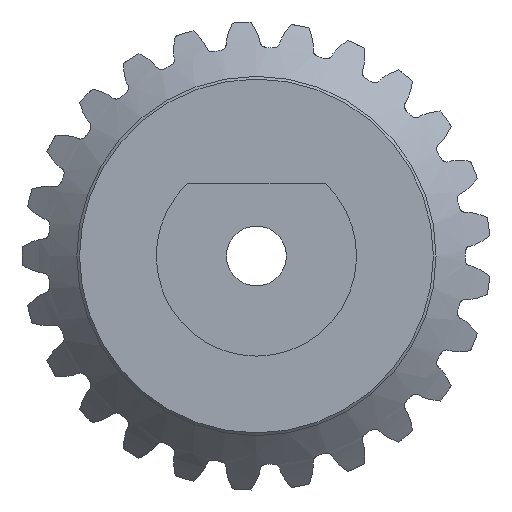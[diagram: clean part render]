
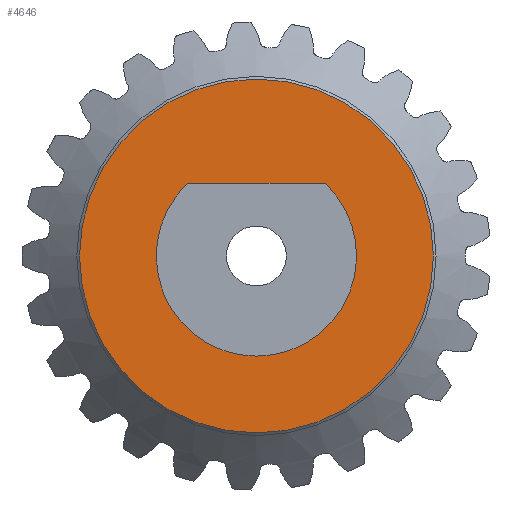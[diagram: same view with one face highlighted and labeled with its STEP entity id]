
A CAD part, front view. The second image highlights one B-rep face of the part: STEP entity #4646.
In plain terms, the highlighted planar face has unit normal (0, -1, 0).
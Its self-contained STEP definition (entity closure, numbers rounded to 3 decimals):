
#651=FACE_BOUND('',#959,.T.);
#656=PLANE('',#5035);
#694=FACE_OUTER_BOUND('',#958,.T.);
#958=EDGE_LOOP('',(#3403));
#959=EDGE_LOOP('',(#3404,#3405));
#1213=LINE('',#5813,#1423);
#1423=VECTOR('',#5151,10.);
#1631=CIRCLE('',#4913,5.575);
#1638=CIRCLE('',#4926,9.85);
#1768=VERTEX_POINT('',#5804);
#1769=VERTEX_POINT('',#5805);
#1778=VERTEX_POINT('',#5833);
#2284=EDGE_CURVE('',#1768,#1769,#1631,.T.);
#2288=EDGE_CURVE('',#1769,#1768,#1213,.T.);
#2298=EDGE_CURVE('',#1778,#1778,#1638,.T.);
#3403=ORIENTED_EDGE('',*,*,#2298,.T.);
#3404=ORIENTED_EDGE('',*,*,#2284,.T.);
#3405=ORIENTED_EDGE('',*,*,#2288,.T.);
#4646=ADVANCED_FACE('',(#694,#651),#656,.T.);
#4913=AXIS2_PLACEMENT_3D('',#5806,#5143,#5144);
#4926=AXIS2_PLACEMENT_3D('',#5835,#5176,#5177);
#5035=AXIS2_PLACEMENT_3D('',#7958,#5399,#5400);
#5143=DIRECTION('center_axis',(0.,1.,0.));
#5144=DIRECTION('ref_axis',(1.,0.,0.));
#5151=DIRECTION('',(1.,0.,0.));
#5176=DIRECTION('center_axis',(0.,-1.,0.));
#5177=DIRECTION('ref_axis',(0.,0.,1.));
#5399=DIRECTION('center_axis',(0.,-1.,0.));
#5400=DIRECTION('ref_axis',(0.,0.,-1.));
#5804=CARTESIAN_POINT('',(3.835,-10.5,4.047));
#5805=CARTESIAN_POINT('',(-3.835,-10.5,4.047));
#5806=CARTESIAN_POINT('Origin',(0.,-10.5,0.));
#5813=CARTESIAN_POINT('',(-1.917,-10.5,4.047));
#5833=CARTESIAN_POINT('',(0.,-10.5,-9.85));
#5835=CARTESIAN_POINT('Origin',(0.,-10.5,0.));
#7958=CARTESIAN_POINT('Origin',(0.,-10.5,0.));
